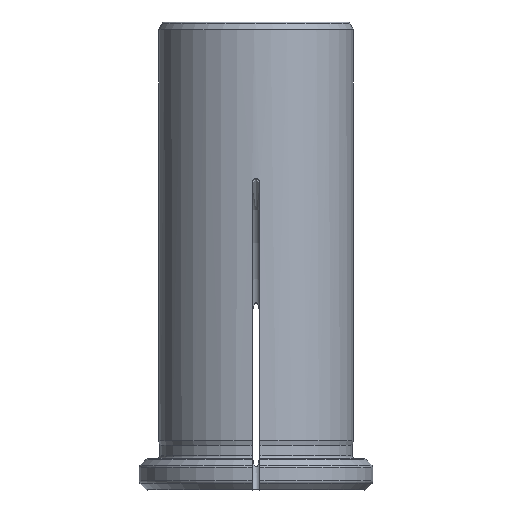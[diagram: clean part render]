
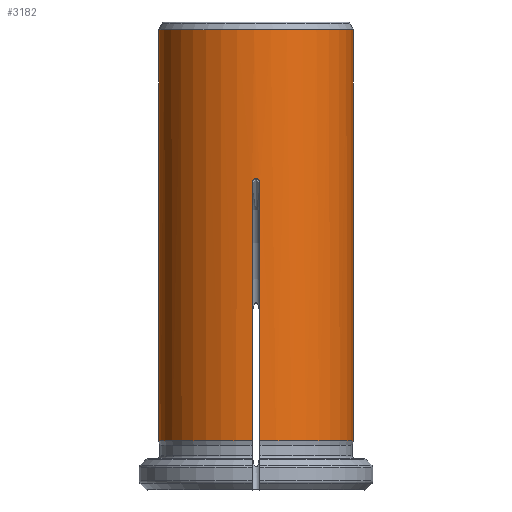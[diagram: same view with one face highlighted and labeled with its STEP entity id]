
A CAD part, front view. The second image highlights one B-rep face of the part: STEP entity #3182.
In plain terms, the highlighted cylindrical face has radius 12.5 mm (diameter 25 mm), a full revolution.
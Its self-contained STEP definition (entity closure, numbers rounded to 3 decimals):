
#84=CYLINDRICAL_SURFACE('',#3444,12.5);
#107=CIRCLE('',#3312,12.5);
#129=CIRCLE('',#3349,12.5);
#144=CIRCLE('',#3379,12.5);
#161=CIRCLE('',#3415,12.5);
#172=CIRCLE('',#3442,12.5);
#265=LINE('',#5021,#540);
#269=LINE('',#5062,#544);
#278=LINE('',#5217,#553);
#279=LINE('',#5235,#554);
#288=LINE('',#5390,#563);
#289=LINE('',#5408,#564);
#296=LINE('',#5538,#571);
#297=LINE('',#5548,#572);
#540=VECTOR('',#3711,1000.);
#544=VECTOR('',#3717,1000.);
#553=VECTOR('',#3784,1000.);
#554=VECTOR('',#3787,1000.);
#563=VECTOR('',#3854,1000.);
#564=VECTOR('',#3857,1000.);
#571=VECTOR('',#3940,1000.);
#572=VECTOR('',#3941,1000.);
#1172=ORIENTED_EDGE('',*,*,#1965,.T.);
#1173=ORIENTED_EDGE('',*,*,#1788,.F.);
#1174=ORIENTED_EDGE('',*,*,#1885,.T.);
#1175=ORIENTED_EDGE('',*,*,#1882,.F.);
#1176=ORIENTED_EDGE('',*,*,#1890,.F.);
#1177=ORIENTED_EDGE('',*,*,#1850,.F.);
#1178=ORIENTED_EDGE('',*,*,#1929,.T.);
#1179=ORIENTED_EDGE('',*,*,#1926,.F.);
#1180=ORIENTED_EDGE('',*,*,#1934,.F.);
#1181=ORIENTED_EDGE('',*,*,#1894,.F.);
#1182=ORIENTED_EDGE('',*,*,#1966,.T.);
#1183=ORIENTED_EDGE('',*,*,#1967,.F.);
#1184=ORIENTED_EDGE('',*,*,#1968,.F.);
#1185=ORIENTED_EDGE('',*,*,#1943,.F.);
#1186=ORIENTED_EDGE('',*,*,#1834,.T.);
#1187=ORIENTED_EDGE('',*,*,#1831,.F.);
#1188=ORIENTED_EDGE('',*,*,#1846,.F.);
#1788=EDGE_CURVE('',#2261,#2262,#107,.F.);
#1831=EDGE_CURVE('',#2299,#2300,#2515,.T.);
#1834=EDGE_CURVE('',#2301,#2300,#265,.T.);
#1846=EDGE_CURVE('',#2262,#2299,#269,.T.);
#1850=EDGE_CURVE('',#2307,#2308,#129,.F.);
#1882=EDGE_CURVE('',#2331,#2332,#2538,.T.);
#1885=EDGE_CURVE('',#2261,#2332,#278,.T.);
#1890=EDGE_CURVE('',#2308,#2331,#279,.T.);
#1894=EDGE_CURVE('',#2335,#2336,#144,.F.);
#1926=EDGE_CURVE('',#2359,#2360,#2557,.T.);
#1929=EDGE_CURVE('',#2307,#2360,#288,.T.);
#1934=EDGE_CURVE('',#2336,#2359,#289,.T.);
#1943=EDGE_CURVE('',#2301,#2364,#161,.F.);
#1965=EDGE_CURVE('',#2379,#2379,#172,.T.);
#1966=EDGE_CURVE('',#2335,#2380,#296,.T.);
#1967=EDGE_CURVE('',#2381,#2380,#2572,.T.);
#1968=EDGE_CURVE('',#2364,#2381,#297,.T.);
#2261=VERTEX_POINT('',#4839);
#2262=VERTEX_POINT('',#4841);
#2299=VERTEX_POINT('',#5009);
#2300=VERTEX_POINT('',#5017);
#2301=VERTEX_POINT('',#5022);
#2307=VERTEX_POINT('',#5072);
#2308=VERTEX_POINT('',#5074);
#2331=VERTEX_POINT('',#5205);
#2332=VERTEX_POINT('',#5213);
#2335=VERTEX_POINT('',#5245);
#2336=VERTEX_POINT('',#5247);
#2359=VERTEX_POINT('',#5378);
#2360=VERTEX_POINT('',#5386);
#2364=VERTEX_POINT('',#5429);
#2379=VERTEX_POINT('',#5535);
#2380=VERTEX_POINT('',#5539);
#2381=VERTEX_POINT('',#5547);
#2515=B_SPLINE_CURVE_WITH_KNOTS('',3,(#5010,#5011,#5012,#5013,#5014,#5015,
#5016),.UNSPECIFIED.,.F.,.F.,(4,1,1,1,4),(0.003,0.003,
0.004,0.004,0.005),
 .UNSPECIFIED.);
#2538=B_SPLINE_CURVE_WITH_KNOTS('',3,(#5206,#5207,#5208,#5209,#5210,#5211,
#5212),.UNSPECIFIED.,.F.,.F.,(4,1,1,1,4),(0.003,0.003,
0.004,0.004,0.005),
 .UNSPECIFIED.);
#2557=B_SPLINE_CURVE_WITH_KNOTS('',3,(#5379,#5380,#5381,#5382,#5383,#5384,
#5385),.UNSPECIFIED.,.F.,.F.,(4,1,1,1,4),(0.003,0.003,
0.004,0.004,0.005),
 .UNSPECIFIED.);
#2572=B_SPLINE_CURVE_WITH_KNOTS('',3,(#5540,#5541,#5542,#5543,#5544,#5545,
#5546),.UNSPECIFIED.,.F.,.F.,(4,1,1,1,4),(0.003,0.003,
0.004,0.004,0.005),
 .UNSPECIFIED.);
#2694=EDGE_LOOP('',(#1172));
#2695=EDGE_LOOP('',(#1173,#1174,#1175,#1176,#1177,#1178,#1179,#1180,#1181,
#1182,#1183,#1184,#1185,#1186,#1187,#1188));
#2903=FACE_BOUND('',#2694,.T.);
#2904=FACE_BOUND('',#2695,.T.);
#3182=ADVANCED_FACE('',(#2903,#2904),#84,.T.);
#3312=AXIS2_PLACEMENT_3D('',#4840,#3636,#3637);
#3349=AXIS2_PLACEMENT_3D('',#5073,#3723,#3724);
#3379=AXIS2_PLACEMENT_3D('',#5246,#3793,#3794);
#3415=AXIS2_PLACEMENT_3D('',#5428,#3878,#3879);
#3442=AXIS2_PLACEMENT_3D('',#5534,#3934,#3935);
#3444=AXIS2_PLACEMENT_3D('',#5537,#3938,#3939);
#3636=DIRECTION('',(0.,0.,1.));
#3637=DIRECTION('',(1.,0.,0.));
#3711=DIRECTION('',(0.,0.,1.));
#3717=DIRECTION('',(0.,0.,1.));
#3723=DIRECTION('',(0.,0.,1.));
#3724=DIRECTION('',(1.,0.,0.));
#3784=DIRECTION('',(0.,0.,1.));
#3787=DIRECTION('',(0.,0.,1.));
#3793=DIRECTION('',(0.,0.,1.));
#3794=DIRECTION('',(1.,0.,0.));
#3854=DIRECTION('',(0.,0.,1.));
#3857=DIRECTION('',(0.,0.,1.));
#3878=DIRECTION('',(0.,0.,1.));
#3879=DIRECTION('',(1.,0.,0.));
#3934=DIRECTION('',(0.,0.,-1.));
#3935=DIRECTION('',(-1.,0.,0.));
#3938=DIRECTION('',(0.,0.,1.));
#3939=DIRECTION('',(1.,0.,0.));
#3940=DIRECTION('',(0.,0.,1.));
#3941=DIRECTION('',(0.,0.,1.));
#4839=CARTESIAN_POINT('',(-12.49,0.5,2.313));
#4840=CARTESIAN_POINT('',(0.,0.,2.313));
#4841=CARTESIAN_POINT('',(-0.5,12.49,2.313));
#5009=CARTESIAN_POINT('',(-0.5,12.49,35.306));
#5010=CARTESIAN_POINT('',(-0.5,12.49,35.306));
#5011=CARTESIAN_POINT('',(-0.5,12.49,35.46));
#5012=CARTESIAN_POINT('',(-0.434,12.494,35.77));
#5013=CARTESIAN_POINT('',(0.001,12.503,36.084));
#5014=CARTESIAN_POINT('',(0.434,12.494,35.771));
#5015=CARTESIAN_POINT('',(0.5,12.49,35.46));
#5016=CARTESIAN_POINT('',(0.5,12.49,35.306));
#5017=CARTESIAN_POINT('',(0.5,12.49,35.306));
#5021=CARTESIAN_POINT('',(0.5,12.49,60.));
#5022=CARTESIAN_POINT('',(0.5,12.49,2.313));
#5062=CARTESIAN_POINT('',(-0.5,12.49,60.));
#5072=CARTESIAN_POINT('',(-0.5,-12.49,2.313));
#5073=CARTESIAN_POINT('',(0.,0.,2.313));
#5074=CARTESIAN_POINT('',(-12.49,-0.5,2.313));
#5205=CARTESIAN_POINT('',(-12.49,-0.5,35.306));
#5206=CARTESIAN_POINT('',(-12.49,-0.5,35.306));
#5207=CARTESIAN_POINT('',(-12.49,-0.5,35.46));
#5208=CARTESIAN_POINT('',(-12.494,-0.434,35.77));
#5209=CARTESIAN_POINT('',(-12.503,0.001,36.084));
#5210=CARTESIAN_POINT('',(-12.494,0.434,35.771));
#5211=CARTESIAN_POINT('',(-12.49,0.5,35.46));
#5212=CARTESIAN_POINT('',(-12.49,0.5,35.306));
#5213=CARTESIAN_POINT('',(-12.49,0.5,35.306));
#5217=CARTESIAN_POINT('',(-12.49,0.5,60.));
#5235=CARTESIAN_POINT('',(-12.49,-0.5,60.));
#5245=CARTESIAN_POINT('',(12.49,-0.5,2.313));
#5246=CARTESIAN_POINT('',(0.,0.,2.313));
#5247=CARTESIAN_POINT('',(0.5,-12.49,2.313));
#5378=CARTESIAN_POINT('',(0.5,-12.49,35.306));
#5379=CARTESIAN_POINT('',(0.5,-12.49,35.306));
#5380=CARTESIAN_POINT('',(0.5,-12.49,35.46));
#5381=CARTESIAN_POINT('',(0.434,-12.494,35.77));
#5382=CARTESIAN_POINT('',(-0.001,-12.503,36.084));
#5383=CARTESIAN_POINT('',(-0.434,-12.494,35.771));
#5384=CARTESIAN_POINT('',(-0.5,-12.49,35.46));
#5385=CARTESIAN_POINT('',(-0.5,-12.49,35.306));
#5386=CARTESIAN_POINT('',(-0.5,-12.49,35.306));
#5390=CARTESIAN_POINT('',(-0.5,-12.49,60.));
#5408=CARTESIAN_POINT('',(0.5,-12.49,60.));
#5428=CARTESIAN_POINT('',(0.,0.,2.313));
#5429=CARTESIAN_POINT('',(12.49,0.5,2.313));
#5534=CARTESIAN_POINT('',(0.,0.,54.986));
#5535=CARTESIAN_POINT('',(-12.5,0.,54.986));
#5537=CARTESIAN_POINT('',(0.,0.,60.));
#5538=CARTESIAN_POINT('',(12.49,-0.5,60.));
#5539=CARTESIAN_POINT('',(12.49,-0.5,35.306));
#5540=CARTESIAN_POINT('',(12.49,0.5,35.306));
#5541=CARTESIAN_POINT('',(12.49,0.5,35.46));
#5542=CARTESIAN_POINT('',(12.494,0.434,35.77));
#5543=CARTESIAN_POINT('',(12.503,-0.001,36.084));
#5544=CARTESIAN_POINT('',(12.494,-0.434,35.771));
#5545=CARTESIAN_POINT('',(12.49,-0.5,35.46));
#5546=CARTESIAN_POINT('',(12.49,-0.5,35.306));
#5547=CARTESIAN_POINT('',(12.49,0.5,35.306));
#5548=CARTESIAN_POINT('',(12.49,0.5,60.));
